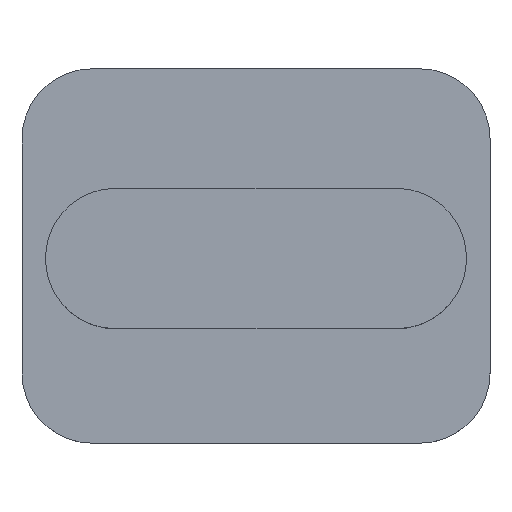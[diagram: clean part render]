
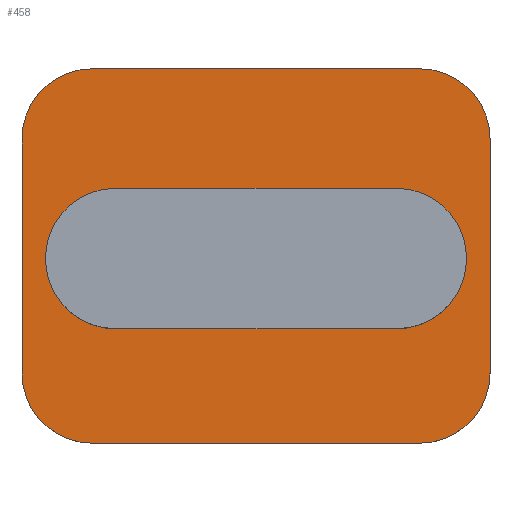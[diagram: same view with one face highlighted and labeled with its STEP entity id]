
A CAD part, top view. The second image highlights one B-rep face of the part: STEP entity #458.
In plain terms, the highlighted planar face has unit normal (0, 0, 1).
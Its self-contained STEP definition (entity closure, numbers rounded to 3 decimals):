
#23=FACE_BOUND('',#116,.T.);
#25=CIRCLE('',#491,1.5);
#27=CIRCLE('',#494,1.5);
#29=CIRCLE('',#497,1.5);
#31=CIRCLE('',#500,1.5);
#34=CIRCLE('',#508,1.5);
#36=CIRCLE('',#511,1.5);
#85=FACE_OUTER_BOUND('',#115,.T.);
#115=EDGE_LOOP('',(#356,#357,#358,#359,#360,#361,#362,#363));
#116=EDGE_LOOP('',(#364,#365,#366,#367));
#134=LINE('',#707,#166);
#144=LINE('',#744,#176);
#146=LINE('',#747,#178);
#148=LINE('',#750,#180);
#152=LINE('',#759,#184);
#157=LINE('',#775,#189);
#166=VECTOR('',#553,10.);
#176=VECTOR('',#589,10.);
#178=VECTOR('',#593,10.);
#180=VECTOR('',#597,10.);
#184=VECTOR('',#603,10.);
#189=VECTOR('',#622,10.);
#198=VERTEX_POINT('',#705);
#199=VERTEX_POINT('',#706);
#202=VERTEX_POINT('',#714);
#203=VERTEX_POINT('',#715);
#206=VERTEX_POINT('',#723);
#208=VERTEX_POINT('',#729);
#210=VERTEX_POINT('',#735);
#211=VERTEX_POINT('',#736);
#216=VERTEX_POINT('',#756);
#217=VERTEX_POINT('',#758);
#219=VERTEX_POINT('',#764);
#221=VERTEX_POINT('',#770);
#238=EDGE_CURVE('',#198,#199,#134,.T.);
#242=EDGE_CURVE('',#202,#203,#25,.T.);
#246=EDGE_CURVE('',#199,#206,#27,.T.);
#249=EDGE_CURVE('',#208,#198,#29,.T.);
#252=EDGE_CURVE('',#210,#211,#31,.T.);
#256=EDGE_CURVE('',#206,#202,#144,.T.);
#258=EDGE_CURVE('',#211,#208,#146,.T.);
#260=EDGE_CURVE('',#203,#210,#148,.T.);
#264=EDGE_CURVE('',#217,#216,#152,.T.);
#267=EDGE_CURVE('',#219,#217,#34,.T.);
#271=EDGE_CURVE('',#216,#221,#36,.T.);
#273=EDGE_CURVE('',#221,#219,#157,.T.);
#356=ORIENTED_EDGE('',*,*,#238,.T.);
#357=ORIENTED_EDGE('',*,*,#246,.T.);
#358=ORIENTED_EDGE('',*,*,#256,.T.);
#359=ORIENTED_EDGE('',*,*,#242,.T.);
#360=ORIENTED_EDGE('',*,*,#260,.T.);
#361=ORIENTED_EDGE('',*,*,#252,.T.);
#362=ORIENTED_EDGE('',*,*,#258,.T.);
#363=ORIENTED_EDGE('',*,*,#249,.T.);
#364=ORIENTED_EDGE('',*,*,#264,.T.);
#365=ORIENTED_EDGE('',*,*,#271,.T.);
#366=ORIENTED_EDGE('',*,*,#273,.T.);
#367=ORIENTED_EDGE('',*,*,#267,.T.);
#443=PLANE('',#514);
#458=ADVANCED_FACE('',(#85,#23),#443,.F.);
#491=AXIS2_PLACEMENT_3D('',#716,#559,#560);
#494=AXIS2_PLACEMENT_3D('',#724,#567,#568);
#497=AXIS2_PLACEMENT_3D('',#730,#574,#575);
#500=AXIS2_PLACEMENT_3D('',#737,#581,#582);
#508=AXIS2_PLACEMENT_3D('',#765,#609,#610);
#511=AXIS2_PLACEMENT_3D('',#772,#617,#618);
#514=AXIS2_PLACEMENT_3D('',#777,#625,#626);
#553=DIRECTION('',(0.,1.,0.));
#559=DIRECTION('center_axis',(0.,0.,
1.));
#560=DIRECTION('ref_axis',(-1.,0.,0.));
#567=DIRECTION('center_axis',(0.,0.,
1.));
#568=DIRECTION('ref_axis',(0.,1.,0.));
#574=DIRECTION('center_axis',(0.,0.,
1.));
#575=DIRECTION('ref_axis',(1.,0.,0.));
#581=DIRECTION('center_axis',(0.,0.,
1.));
#582=DIRECTION('ref_axis',(0.,-1.,0.));
#589=DIRECTION('',(-1.,0.,0.));
#593=DIRECTION('',(1.,0.,0.));
#597=DIRECTION('',(0.,-1.,0.));
#603=DIRECTION('',(1.,0.,0.));
#609=DIRECTION('center_axis',(0.,0.,
-1.));
#610=DIRECTION('ref_axis',(0.,-1.,0.));
#617=DIRECTION('center_axis',(0.,0.,
-1.));
#618=DIRECTION('ref_axis',(0.,1.,0.));
#622=DIRECTION('',(-1.,0.,0.));
#625=DIRECTION('center_axis',(0.,0.,
-1.));
#626=DIRECTION('ref_axis',(1.,0.,0.));
#705=CARTESIAN_POINT('',(452.209,-24.56,98.692));
#706=CARTESIAN_POINT('',(452.209,-19.56,98.692));
#707=CARTESIAN_POINT('',(452.209,-20.81,98.692));
#714=CARTESIAN_POINT('',(443.709,-18.06,98.692));
#715=CARTESIAN_POINT('',(442.209,-19.56,98.692));
#716=CARTESIAN_POINT('Origin',(443.709,-19.56,98.692));
#723=CARTESIAN_POINT('',(450.709,-18.06,98.692));
#724=CARTESIAN_POINT('Origin',(450.709,-19.56,98.692));
#729=CARTESIAN_POINT('',(450.709,-26.06,98.692));
#730=CARTESIAN_POINT('Origin',(450.709,-24.56,98.692));
#735=CARTESIAN_POINT('',(442.209,-24.56,98.692));
#736=CARTESIAN_POINT('',(443.709,-26.06,98.692));
#737=CARTESIAN_POINT('Origin',(443.709,-24.56,98.692));
#744=CARTESIAN_POINT('',(445.459,-18.06,98.692));
#747=CARTESIAN_POINT('',(448.959,-26.06,98.692));
#750=CARTESIAN_POINT('',(442.209,-23.31,98.692));
#756=CARTESIAN_POINT('',(450.209,-20.618,98.692));
#758=CARTESIAN_POINT('',(444.209,-20.618,98.692));
#759=CARTESIAN_POINT('',(448.709,-20.618,98.692));
#764=CARTESIAN_POINT('',(444.209,-23.618,98.692));
#765=CARTESIAN_POINT('Origin',(444.209,-22.118,98.692));
#770=CARTESIAN_POINT('',(450.209,-23.618,98.692));
#772=CARTESIAN_POINT('Origin',(450.209,-22.118,98.692));
#775=CARTESIAN_POINT('',(445.709,-23.618,98.692));
#777=CARTESIAN_POINT('Origin',(447.209,-22.06,98.692));
